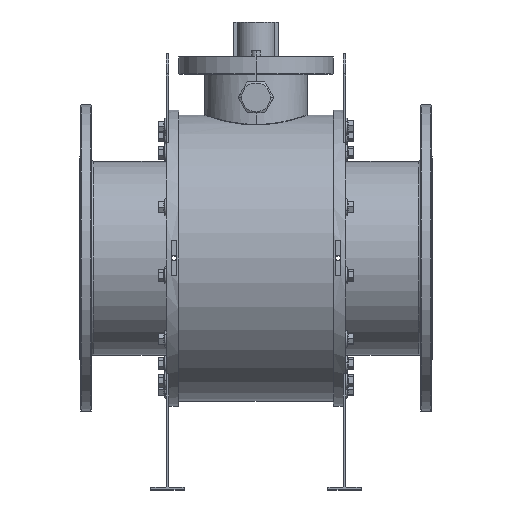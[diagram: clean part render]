
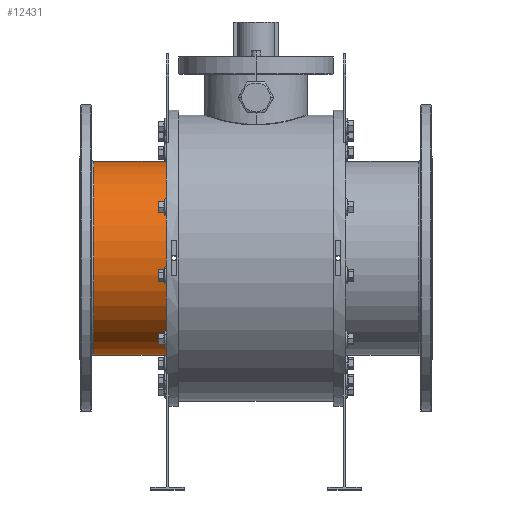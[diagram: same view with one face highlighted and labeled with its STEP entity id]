
A CAD part, top view. The second image highlights one B-rep face of the part: STEP entity #12431.
In plain terms, the highlighted cylindrical face has radius 188.5 mm (diameter 377 mm), a partial arc.
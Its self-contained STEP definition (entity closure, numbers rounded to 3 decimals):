
#222 = VERTEX_POINT ( 'NONE', #10298 ) ;
#309 = CYLINDRICAL_SURFACE ( 'NONE', #1215, 188.5 ) ;
#487 = CARTESIAN_POINT ( 'NONE',  ( -343., -188.5, 0. ) ) ;
#1215 = AXIS2_PLACEMENT_3D ( 'NONE', #5396, #9723, #7871 ) ;
#1395 = VERTEX_POINT ( 'NONE', #6837 ) ;
#1625 = CARTESIAN_POINT ( 'NONE',  ( -175., 0., 0. ) ) ;
#1750 = CARTESIAN_POINT ( 'NONE',  ( -343., 188.5, 0. ) ) ;
#2398 = EDGE_CURVE ( 'NONE', #222, #1395, #13582, .T. ) ;
#2544 = CARTESIAN_POINT ( 'NONE',  ( -316., -188.5, 0. ) ) ;
#2740 = DIRECTION ( 'NONE',  ( -1., 0., 0. ) ) ;
#3689 = CIRCLE ( 'NONE', #6649, 188.5 ) ;
#4845 = ORIENTED_EDGE ( 'NONE', *, *, #12387, .T. ) ;
#4936 = EDGE_CURVE ( 'NONE', #8754, #222, #3689, .T. ) ;
#5061 = EDGE_CURVE ( 'NONE', #8754, #5799, #12454, .T. ) ;
#5263 = AXIS2_PLACEMENT_3D ( 'NONE', #12069, #6691, #10854 ) ;
#5396 = CARTESIAN_POINT ( 'NONE',  ( -343., 0., 0. ) ) ;
#5435 = EDGE_LOOP ( 'NONE', ( #7474, #8808, #4845, #7204 ) ) ;
#5681 = FACE_OUTER_BOUND ( 'NONE', #5435, .T. ) ;
#5799 = VERTEX_POINT ( 'NONE', #2544 ) ;
#6649 = AXIS2_PLACEMENT_3D ( 'NONE', #1625, #6943, #8203 ) ;
#6691 = DIRECTION ( 'NONE',  ( 1., 0., 0. ) ) ;
#6837 = CARTESIAN_POINT ( 'NONE',  ( -316., 188.5, 0. ) ) ;
#6943 = DIRECTION ( 'NONE',  ( -1., 0., 0. ) ) ;
#7204 = ORIENTED_EDGE ( 'NONE', *, *, #5061, .F. ) ;
#7474 = ORIENTED_EDGE ( 'NONE', *, *, #4936, .T. ) ;
#7871 = DIRECTION ( 'NONE',  ( 0., -1., 0. ) ) ;
#8203 = DIRECTION ( 'NONE',  ( 0., 0., 1. ) ) ;
#8214 = VECTOR ( 'NONE', #2740, 1000. ) ;
#8754 = VERTEX_POINT ( 'NONE', #8913 ) ;
#8808 = ORIENTED_EDGE ( 'NONE', *, *, #2398, .T. ) ;
#8913 = CARTESIAN_POINT ( 'NONE',  ( -175., -188.5, 0. ) ) ;
#9538 = DIRECTION ( 'NONE',  ( -1., 0., 0. ) ) ;
#9723 = DIRECTION ( 'NONE',  ( -1., 0., 0. ) ) ;
#10063 = VECTOR ( 'NONE', #9538, 1000. ) ;
#10298 = CARTESIAN_POINT ( 'NONE',  ( -175., 188.5, 0. ) ) ;
#10854 = DIRECTION ( 'NONE',  ( 0., -1., 0. ) ) ;
#12069 = CARTESIAN_POINT ( 'NONE',  ( -316., 0., 0. ) ) ;
#12387 = EDGE_CURVE ( 'NONE', #1395, #5799, #13887, .T. ) ;
#12431 = ADVANCED_FACE ( 'NONE', ( #5681 ), #309, .T. ) ;
#12454 = LINE ( 'NONE', #487, #8214 ) ;
#13582 = LINE ( 'NONE', #1750, #10063 ) ;
#13887 = CIRCLE ( 'NONE', #5263, 188.5 ) ;
